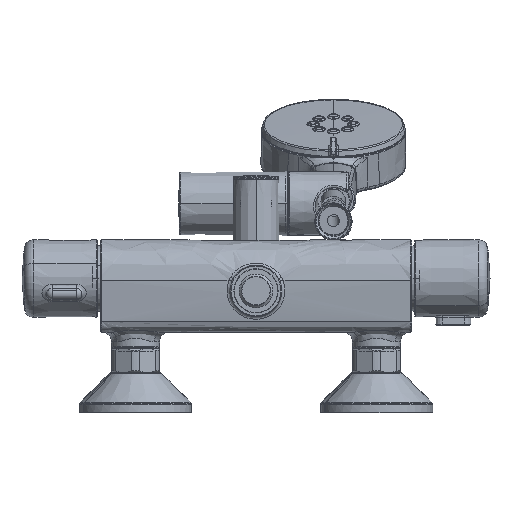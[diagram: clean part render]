
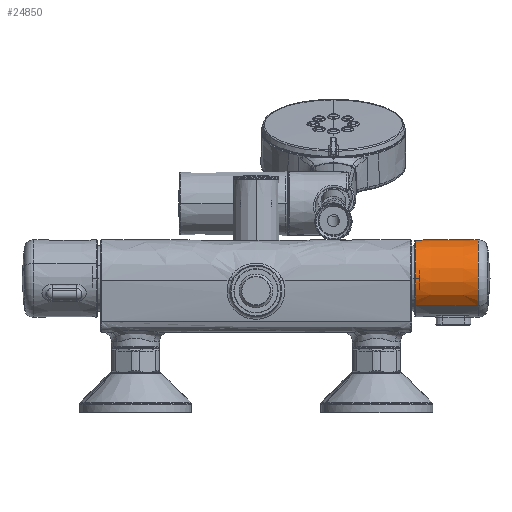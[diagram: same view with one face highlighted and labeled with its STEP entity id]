
A CAD part, front view. The second image highlights one B-rep face of the part: STEP entity #24850.
In plain terms, the highlighted conical face has half-angle 0.25 degrees and reference radius 24.194 mm.
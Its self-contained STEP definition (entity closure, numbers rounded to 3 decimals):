
#727 = CARTESIAN_POINT ( 'NONE',  ( 143.269, -234.105, 30.504 ) ) ;
#2563 = VECTOR ( 'NONE', #35880, 1000. ) ;
#2721 = ORIENTED_EDGE ( 'NONE', *, *, #24553, .T. ) ;
#2732 = AXIS2_PLACEMENT_3D ( 'NONE', #29774, #6139, #9783 ) ;
#3003 = CARTESIAN_POINT ( 'NONE',  ( 124.353, -238.837, 34.09 ) ) ;
#3568 = CARTESIAN_POINT ( 'NONE',  ( 138.175, -268.304, -3.696 ) ) ;
#4075 = DIRECTION ( 'NONE',  ( 1., 0.003, 0.003 ) ) ;
#5744 = EDGE_CURVE ( 'NONE', #14494, #16724, #14545, .T. ) ;
#6139 = DIRECTION ( 'NONE',  ( 1., 0., 0. ) ) ;
#6533 = CARTESIAN_POINT ( 'NONE',  ( 118.069, -234.182, 30.426 ) ) ;
#6637 = CARTESIAN_POINT ( 'NONE',  ( 128.96, -238.817, 34.101 ) ) ;
#6882 = ORIENTED_EDGE ( 'NONE', *, *, #26704, .F. ) ;
#6904 = CARTESIAN_POINT ( 'NONE',  ( 138.175, -238.776, 34.123 ) ) ;
#8226 = VERTEX_POINT ( 'NONE', #6533 ) ;
#9151 = CARTESIAN_POINT ( 'NONE',  ( 138.175, -251.212, 13.396 ) ) ;
#9316 = CARTESIAN_POINT ( 'NONE',  ( 119.41, -236.972, 32.829 ) ) ;
#9461 = CARTESIAN_POINT ( 'NONE',  ( 120.758, -237.946, 33.511 ) ) ;
#9654 = CIRCLE ( 'NONE', #2732, 24.002 ) ;
#9783 = DIRECTION ( 'NONE',  ( 0., -0.707, -0.707 ) ) ;
#9920 = ORIENTED_EDGE ( 'NONE', *, *, #26517, .T. ) ;
#11753 = DIRECTION ( 'NONE',  ( 1., 0., 0. ) ) ;
#13090 = CARTESIAN_POINT ( 'NONE',  ( 118.069, -234.182, 30.426 ) ) ;
#13929 = VERTEX_POINT ( 'NONE', #26640 ) ;
#14079 = LINE ( 'NONE', #42585, #2563 ) ;
#14197 = ORIENTED_EDGE ( 'NONE', *, *, #22645, .T. ) ;
#14494 = VERTEX_POINT ( 'NONE', #6904 ) ;
#14545 = B_SPLINE_CURVE_WITH_KNOTS ( 'NONE', 3,
 ( #36273, #43109, #6637, #3003 ),
 .UNSPECIFIED., .F., .F.,
 ( 4, 4 ),
 ( 0., 0.014 ),
 .UNSPECIFIED. ) ;
#16042 = CARTESIAN_POINT ( 'NONE',  ( 124.353, -238.837, 34.09 ) ) ;
#16192 = CARTESIAN_POINT ( 'NONE',  ( 121.628, -238.356, 33.781 ) ) ;
#16222 = ORIENTED_EDGE ( 'NONE', *, *, #16472, .T. ) ;
#16472 = EDGE_CURVE ( 'NONE', #13929, #20527, #9654, .T. ) ;
#16724 = VERTEX_POINT ( 'NONE', #41251 ) ;
#19076 = CARTESIAN_POINT ( 'NONE',  ( 120.591, -237.851, 33.448 ) ) ;
#19331 = DIRECTION ( 'NONE',  ( -1., 0., 0. ) ) ;
#19364 = CARTESIAN_POINT ( 'NONE',  ( 123.552, -238.809, 34.069 ) ) ;
#20527 = VERTEX_POINT ( 'NONE', #30484 ) ;
#22564 = CARTESIAN_POINT ( 'NONE',  ( 120.271, -237.651, 33.311 ) ) ;
#22645 = EDGE_CURVE ( 'NONE', #32605, #14494, #40516, .T. ) ;
#22698 = CARTESIAN_POINT ( 'NONE',  ( 123.95, -238.839, 34.089 ) ) ;
#23509 = FACE_OUTER_BOUND ( 'NONE', #27268, .T. ) ;
#24553 = EDGE_CURVE ( 'NONE', #16724, #8226, #30724, .T. ) ;
#24850 = ADVANCED_FACE ( 'NONE', ( #23509 ), #40723, .T. ) ;
#26364 = ORIENTED_EDGE ( 'NONE', *, *, #5744, .T. ) ;
#26517 = EDGE_CURVE ( 'NONE', #20527, #32605, #14079, .T. ) ;
#26640 = CARTESIAN_POINT ( 'NONE',  ( 99.338, -234.24, 30.368 ) ) ;
#26704 = EDGE_CURVE ( 'NONE', #13929, #8226, #27655, .T. ) ;
#27268 = EDGE_LOOP ( 'NONE', ( #16222, #9920, #14197, #26364, #2721, #6882 ) ) ;
#27655 = LINE ( 'NONE', #727, #37028 ) ;
#28706 = DIRECTION ( 'NONE',  ( 0., -0.707, -0.707 ) ) ;
#29309 = CARTESIAN_POINT ( 'NONE',  ( 120.117, -237.545, 33.238 ) ) ;
#29444 = CARTESIAN_POINT ( 'NONE',  ( 122.767, -238.689, 33.992 ) ) ;
#29774 = CARTESIAN_POINT ( 'NONE',  ( 99.338, -251.212, 13.396 ) ) ;
#30149 = CARTESIAN_POINT ( 'NONE',  ( 118.069, -234.465, 30.709 ) ) ;
#30484 = CARTESIAN_POINT ( 'NONE',  ( 99.338, -268.184, -3.576 ) ) ;
#30724 = B_SPLINE_CURVE_WITH_KNOTS ( 'NONE', 3,
 ( #16042, #22698, #19364, #29444, #42566, #16192, #35717, #9461, #19076, #22564, #29309, #36144, #9316, #32795, #32504, #32650, #35999, #33079, #30149, #13090 ),
 .UNSPECIFIED., .F., .F.,
 ( 4, 2, 2, 2, 2, 2, 2, 2, 2, 4 ),
 ( 0., 0.001, 0.002, 0.004, 0.004, 0.005, 0.006, 0.007, 0.008, 0.01 ),
 .UNSPECIFIED. ) ;
#31747 = DIRECTION ( 'NONE',  ( 0., 0.707, 0.707 ) ) ;
#32504 = CARTESIAN_POINT ( 'NONE',  ( 118.736, -236.182, 32.222 ) ) ;
#32605 = VERTEX_POINT ( 'NONE', #3568 ) ;
#32650 = CARTESIAN_POINT ( 'NONE',  ( 118.408, -235.622, 31.759 ) ) ;
#32795 = CARTESIAN_POINT ( 'NONE',  ( 118.936, -236.452, 32.435 ) ) ;
#33079 = CARTESIAN_POINT ( 'NONE',  ( 118.111, -234.752, 30.982 ) ) ;
#35717 = CARTESIAN_POINT ( 'NONE',  ( 121.27, -238.208, 33.685 ) ) ;
#35880 = DIRECTION ( 'NONE',  ( 1., -0.003, -0.003 ) ) ;
#35920 = AXIS2_PLACEMENT_3D ( 'NONE', #38296, #11753, #31747 ) ;
#35999 = CARTESIAN_POINT ( 'NONE',  ( 118.28, -235.329, 31.506 ) ) ;
#36144 = CARTESIAN_POINT ( 'NONE',  ( 119.677, -237.214, 33.005 ) ) ;
#36273 = CARTESIAN_POINT ( 'NONE',  ( 138.175, -238.776, 34.123 ) ) ;
#37028 = VECTOR ( 'NONE', #4075, 1000. ) ;
#38296 = CARTESIAN_POINT ( 'NONE',  ( 143.269, -251.212, 13.396 ) ) ;
#39466 = AXIS2_PLACEMENT_3D ( 'NONE', #9151, #19331, #28706 ) ;
#40516 = CIRCLE ( 'NONE', #39466, 24.172 ) ;
#40723 = CONICAL_SURFACE ( 'NONE', #35920, 24.194, 0.004 ) ;
#41251 = CARTESIAN_POINT ( 'NONE',  ( 124.353, -238.837, 34.09 ) ) ;
#42566 = CARTESIAN_POINT ( 'NONE',  ( 122.376, -238.597, 33.934 ) ) ;
#42585 = CARTESIAN_POINT ( 'NONE',  ( 143.269, -268.32, -3.711 ) ) ;
#43109 = CARTESIAN_POINT ( 'NONE',  ( 133.568, -238.797, 34.112 ) ) ;
